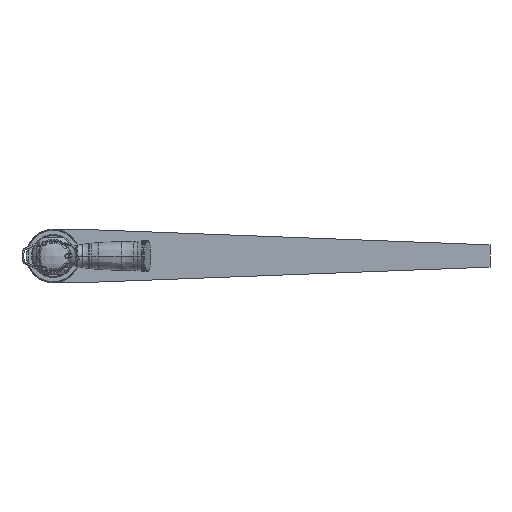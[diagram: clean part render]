
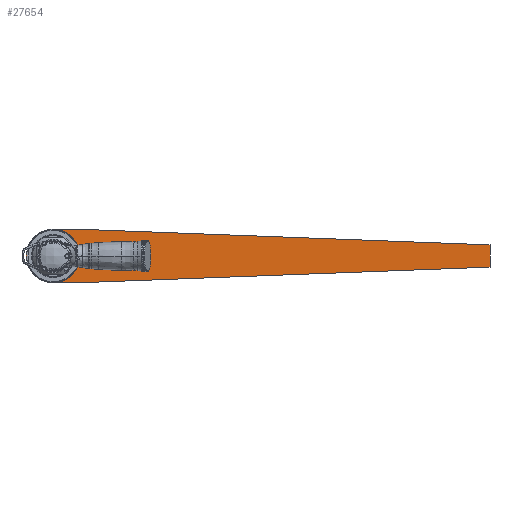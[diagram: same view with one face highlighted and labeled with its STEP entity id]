
A CAD part, left-side view. The second image highlights one B-rep face of the part: STEP entity #27654.
In plain terms, the highlighted planar face has unit normal (-1, 0, 0).
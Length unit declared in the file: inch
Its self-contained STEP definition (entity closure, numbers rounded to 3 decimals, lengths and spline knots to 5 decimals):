
#27537=CARTESIAN_POINT('',(13.51895,0.,0.));
#27538=DIRECTION('',(1.,0.,0.));
#27539=DIRECTION('',(0.,0.,-1.));
#27540=AXIS2_PLACEMENT_3D('',#27537,#27538,#27539);
#27542=DIRECTION('',(0.,-1.,0.));
#27543=VECTOR('',#27542,1.5);
#27544=CARTESIAN_POINT('',(13.51895,0.,1.5));
#27545=LINE('',#27544,#27543);
#27546=DIRECTION('',(0.,-0.999,-0.038));
#27547=VECTOR('',#27546,23.01664);
#27548=CARTESIAN_POINT('',(13.51895,-1.5,1.5));
#27549=LINE('',#27548,#27547);
#27550=DIRECTION('',(0.,0.,-1.));
#27551=VECTOR('',#27550,1.25);
#27552=CARTESIAN_POINT('',(13.51895,-24.5,0.625));
#27553=LINE('',#27552,#27551);
#27554=DIRECTION('',(0.,0.999,-0.038));
#27555=VECTOR('',#27554,23.01664);
#27556=CARTESIAN_POINT('',(13.51895,-24.5,-0.625));
#27557=LINE('',#27556,#27555);
#27558=DIRECTION('',(0.,1.,0.));
#27559=VECTOR('',#27558,1.5);
#27560=CARTESIAN_POINT('',(13.51895,-1.5,-1.5));
#27561=LINE('',#27560,#27559);
#27611=CARTESIAN_POINT('',(13.51895,0.,-1.5));
#27612=CARTESIAN_POINT('',(13.51895,0.,1.5));
#27613=VERTEX_POINT('',#27611);
#27614=VERTEX_POINT('',#27612);
#27615=CARTESIAN_POINT('',(13.51895,-1.5,1.5));
#27616=VERTEX_POINT('',#27615);
#27617=CARTESIAN_POINT('',(13.51895,-24.5,0.625));
#27618=VERTEX_POINT('',#27617);
#27619=CARTESIAN_POINT('',(13.51895,-24.5,-0.625));
#27620=VERTEX_POINT('',#27619);
#27621=CARTESIAN_POINT('',(13.51895,-1.5,-1.5));
#27622=VERTEX_POINT('',#27621);
#27635=CARTESIAN_POINT('',(13.51895,0.,0.));
#27636=DIRECTION('',(1.,0.,0.));
#27637=DIRECTION('',(0.,0.,-1.));
#27638=AXIS2_PLACEMENT_3D('',#27635,#27636,#27637);
#27639=PLANE('',#27638);
#27641=ORIENTED_EDGE('',*,*,#27640,.T.);
#27643=ORIENTED_EDGE('',*,*,#27642,.T.);
#27645=ORIENTED_EDGE('',*,*,#27644,.T.);
#27647=ORIENTED_EDGE('',*,*,#27646,.T.);
#27649=ORIENTED_EDGE('',*,*,#27648,.T.);
#27651=ORIENTED_EDGE('',*,*,#27650,.T.);
#27652=EDGE_LOOP('',(#27641,#27643,#27645,#27647,#27649,#27651));
#27653=FACE_OUTER_BOUND('',#27652,.F.);
#27654=ADVANCED_FACE('',(#27653),#27639,.F.);
#27541=CIRCLE('',#27540,1.5);
#27640=EDGE_CURVE('',#27613,#27614,#27541,.T.);
#27642=EDGE_CURVE('',#27614,#27616,#27545,.T.);
#27644=EDGE_CURVE('',#27616,#27618,#27549,.T.);
#27646=EDGE_CURVE('',#27618,#27620,#27553,.T.);
#27648=EDGE_CURVE('',#27620,#27622,#27557,.T.);
#27650=EDGE_CURVE('',#27622,#27613,#27561,.T.);
